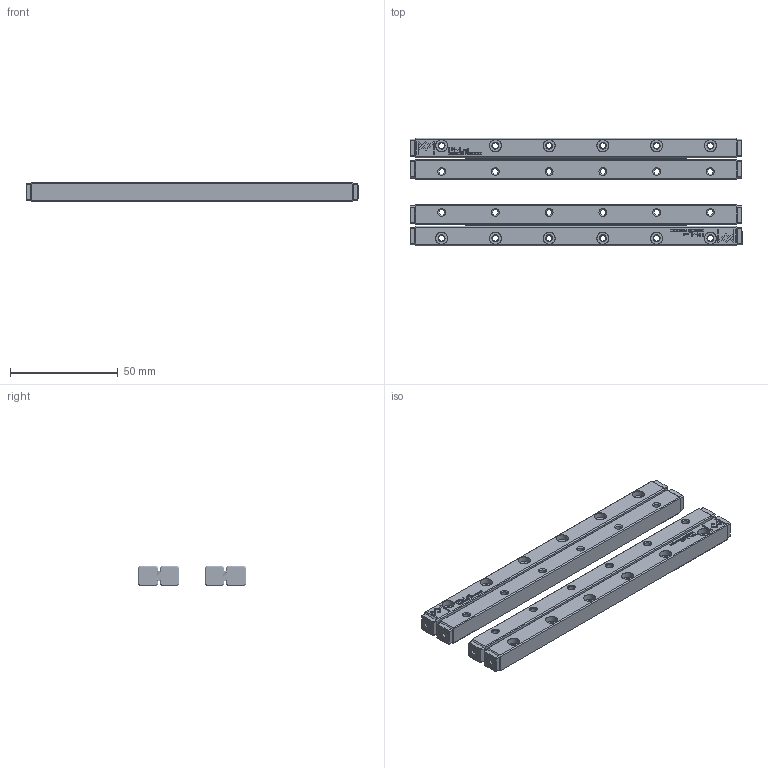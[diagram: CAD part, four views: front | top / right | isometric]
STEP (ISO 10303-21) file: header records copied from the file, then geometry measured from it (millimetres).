
FILE_DESCRIPTION(/* description */ (''),/* implementation_level */ '2;1');
FILE_NAME(/* name */ 'Set RNG-4150x23KRE_stp_stp_stp.stp',/* time_stamp */ '2025-06-03T11:31:14+02:00',/* author */ (''),/* organization */ (''),/* preprocessor_version */ 'ST-DEVELOPER v16.7',/* originating_system */ 'SIEMENS PLM Software NX 12.0',/* authorisation */ '');
FILE_SCHEMA (('AUTOMOTIVE_DESIGN { 1 0 10303 214 3 1 1 1 }'));
Products named in the file (1): Set RNG-4150x23KRE_stp_stp_stp
Bounding box: 154.4 x 50 x 9 mm (x, y, z)
Volume: 45253.2 mm3; surface area: 36708.6 mm2
Topology: 70 solids, 70 shells, 3446 faces, 9260 edges, 6066 vertices
Faces by surface type: plane 1572, cylinder 934, torus 368, bspline 360, cone 212
Full cylindrical faces by diameter (mm): 0.5 x192, 2 x48, 2.26 x8, 2.65 x24, 3 x8, 3.2 x8, 3.5 x8, 4 x46, 5.5 x24, 6 x8
Entity records: 116960 total; most frequent: CARTESIAN_POINT 25180, ORIENTED_EDGE 16944, DIRECTION 16622, EDGE_CURVE 8472, AXIS2_PLACEMENT_3D 5975, VERTEX_POINT 5872, LINE 4672, VECTOR 4672
